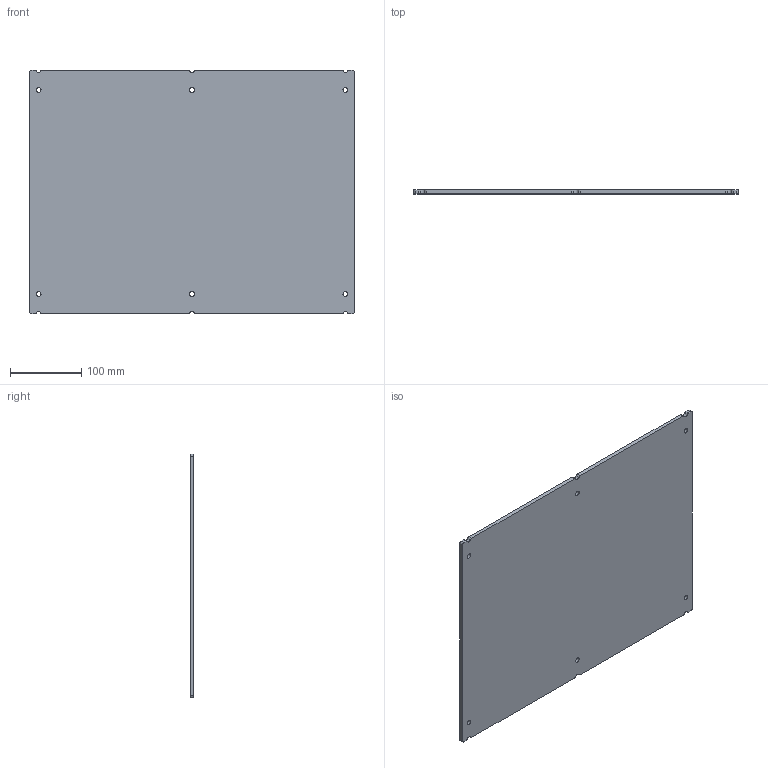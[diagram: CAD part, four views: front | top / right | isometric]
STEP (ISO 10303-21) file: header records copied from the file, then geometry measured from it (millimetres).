
FILE_DESCRIPTION (( 'STEP AP203' ), '1' );
FILE_NAME ('am-4845_panel FTC Driver Station Panel.STEP', '2022-09-13T18:03:06', ( '' ), ( '' ), 'SwSTEP 2.0', 'SolidWorks 2022', '' );
FILE_SCHEMA (( 'CONFIG_CONTROL_DESIGN' ));
Length unit declared in the file: inch
Products named in the file (1): am-4845_panel FTC Driver Station Panel
Bounding box: 456.06 x 5.59 x 342.39 mm (x, y, z)
Volume: 870659.5 mm3; surface area: 321305.8 mm2
Topology: 1 solids, 1 shells, 49 faces, 141 edges, 94 vertices
Faces by surface type: cylinder 37, plane 12
Entity records: 1752 total; most frequent: DIRECTION 315, CARTESIAN_POINT 285, ORIENTED_EDGE 282, EDGE_CURVE 141, AXIS2_PLACEMENT_3D 124, VERTEX_POINT 94, CIRCLE 74, VECTOR 67
